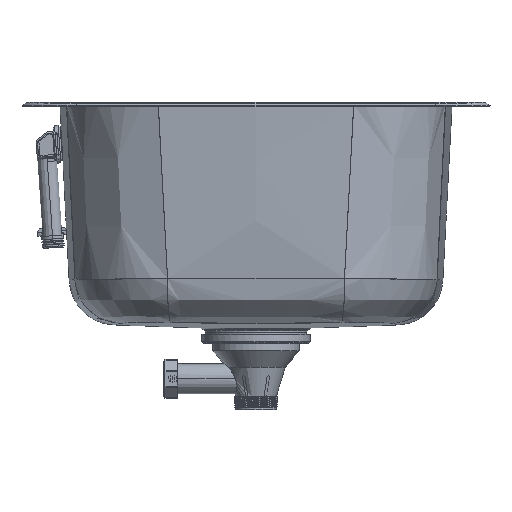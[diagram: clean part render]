
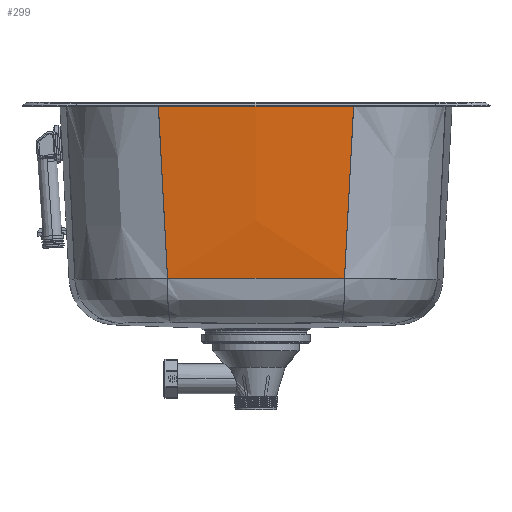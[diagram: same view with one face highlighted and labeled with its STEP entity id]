
A CAD part, left-side view. The second image highlights one B-rep face of the part: STEP entity #299.
In plain terms, the highlighted free-form (B-spline) face has degree [3, 3] with [5, 4] control points.
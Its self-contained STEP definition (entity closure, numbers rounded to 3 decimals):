
#299=ADVANCED_FACE('',(#2518),#33764,.T.);
#2518=FACE_OUTER_BOUND('',#4638,.T.);
#4638=EDGE_LOOP('',(#7109,#7110,#7111,#7112));
#7109=ORIENTED_EDGE('',*,*,#18299,.T.);
#7110=ORIENTED_EDGE('',*,*,#18292,.F.);
#7111=ORIENTED_EDGE('',*,*,#18286,.F.);
#7112=ORIENTED_EDGE('',*,*,#18294,.T.);
#18286=EDGE_CURVE('',#29597,#29598,#26027,.T.);
#18292=EDGE_CURVE('',#29598,#29599,#26031,.T.);
#18294=EDGE_CURVE('',#29597,#29600,#23866,.T.);
#18299=EDGE_CURVE('',#29600,#29599,#26034,.T.);
#23866=(
BOUNDED_CURVE()
B_SPLINE_CURVE(3,(#49541,#49542,#49543,#49544,#49545,#49546,#49547,#49548,
#49549,#49550,#49551,#49552,#49553,#49554,#49555,#49556,#49557,#49558,#49559,
#49560,#49561,#49562,#49563,#49564,#49565),.UNSPECIFIED.,.F.,.F.)
B_SPLINE_CURVE_WITH_KNOTS((4,3,3,3,3,3,3,3,4),(-212.885,-183.942,
-155.785,-129.044,-103.591,-78.03,
-52.499,-26.968,0.),.UNSPECIFIED.)
CURVE()
GEOMETRIC_REPRESENTATION_ITEM()
RATIONAL_B_SPLINE_CURVE((1.,1.05,1.103,1.159,
1.159,1.159,1.159,1.159,1.159,
1.159,1.159,1.159,1.159,1.159,
1.159,1.159,1.159,1.159,1.159,
1.159,1.159,1.159,1.103,1.05,
1.))
REPRESENTATION_ITEM('')
);
#26027=B_SPLINE_CURVE_WITH_KNOTS('',3,(#49428,#49429,#49430,#49431),
 .UNSPECIFIED.,.F.,.F.,(4,4),(0.,189.2),.UNSPECIFIED.);
#26031=B_SPLINE_CURVE_WITH_KNOTS('',3,(#49520,#49521,#49522,#49523,#49524,
#49525,#49526,#49527,#49528,#49529,#49530,#49531,#49532,#49533,#49534,#49535,
#49536,#49537),.UNSPECIFIED.,.F.,.F.,(4,2,2,2,2,2,2,2,4),(0.,48.185,
72.277,96.37,144.555,150.578,156.601,
168.647,192.74),.UNSPECIFIED.);
#26034=B_SPLINE_CURVE_WITH_KNOTS('',3,(#49676,#49677,#49678,#49679),
 .UNSPECIFIED.,.F.,.F.,(4,4),(-189.2,0.),.UNSPECIFIED.);
#29597=VERTEX_POINT('',#47354);
#29598=VERTEX_POINT('',#47355);
#29599=VERTEX_POINT('',#47356);
#29600=VERTEX_POINT('',#47357);
#33764=B_SPLINE_SURFACE_WITH_KNOTS('',3,3,((#44901,#44902,#44903,#44904),
(#44905,#44906,#44907,#44908),(#44909,#44910,#44911,#44912),(#44913,#44914,
#44915,#44916),(#44917,#44918,#44919,#44920)),.UNSPECIFIED.,.F.,.F.,.F.,
(4,1,4),(4,4),(0.,110.801,221.603),(0.,197.129),
 .UNSPECIFIED.);
#44901=CARTESIAN_POINT('',(1741.965,14.324,125.85));
#44902=CARTESIAN_POINT('',(1745.388,14.661,60.231));
#44903=CARTESIAN_POINT('',(1748.811,14.997,-5.388));
#44904=CARTESIAN_POINT('',(1752.234,15.334,-71.008));
#44905=CARTESIAN_POINT('',(1738.355,51.051,125.85));
#44906=CARTESIAN_POINT('',(1741.789,51.276,60.231));
#44907=CARTESIAN_POINT('',(1745.224,51.501,-5.388));
#44908=CARTESIAN_POINT('',(1748.658,51.726,-71.008));
#44909=CARTESIAN_POINT('',(1734.737,124.86,125.85));
#44910=CARTESIAN_POINT('',(1738.18,124.86,60.231));
#44911=CARTESIAN_POINT('',(1741.624,124.86,-5.388));
#44912=CARTESIAN_POINT('',(1745.068,124.86,-71.008));
#44913=CARTESIAN_POINT('',(1738.355,198.668,125.85));
#44914=CARTESIAN_POINT('',(1741.789,198.444,60.231));
#44915=CARTESIAN_POINT('',(1745.224,198.219,-5.388));
#44916=CARTESIAN_POINT('',(1748.658,197.994,-71.008));
#44917=CARTESIAN_POINT('',(1741.965,235.396,125.85));
#44918=CARTESIAN_POINT('',(1745.388,235.059,60.231));
#44919=CARTESIAN_POINT('',(1748.811,234.723,-5.388));
#44920=CARTESIAN_POINT('',(1752.234,234.386,-71.008));
#47354=CARTESIAN_POINT('',(1741.754,18.581,122.065));
#47355=CARTESIAN_POINT('',(1750.78,28.614,-66.653));
#47356=CARTESIAN_POINT('',(1750.78,221.106,-66.653));
#47357=CARTESIAN_POINT('',(1741.754,231.138,122.065));
#49428=CARTESIAN_POINT('',(1741.754,18.581,122.065));
#49429=CARTESIAN_POINT('',(1744.77,21.937,58.763));
#49430=CARTESIAN_POINT('',(1747.778,25.281,-4.143));
#49431=CARTESIAN_POINT('',(1750.78,28.614,-66.653));
#49520=CARTESIAN_POINT('',(1750.78,28.614,-66.653));
#49521=CARTESIAN_POINT('',(1749.338,45.444,-66.845));
#49522=CARTESIAN_POINT('',(1748.315,61.83,-66.988));
#49523=CARTESIAN_POINT('',(1747.316,85.714,-67.129));
#49524=CARTESIAN_POINT('',(1747.066,93.747,-67.165));
#49525=CARTESIAN_POINT('',(1746.739,109.639,-67.211));
#49526=CARTESIAN_POINT('',(1746.661,117.55,-67.223));
#49527=CARTESIAN_POINT('',(1746.672,141.174,-67.221));
#49528=CARTESIAN_POINT('',(1747.01,157.035,-67.172));
#49529=CARTESIAN_POINT('',(1747.781,175.06,-67.064));
#49530=CARTESIAN_POINT('',(1747.867,176.958,-67.051));
#49531=CARTESIAN_POINT('',(1748.056,180.88,-67.025));
#49532=CARTESIAN_POINT('',(1748.155,182.847,-67.011));
#49533=CARTESIAN_POINT('',(1748.471,188.772,-66.967));
#49534=CARTESIAN_POINT('',(1748.703,192.749,-66.935));
#49535=CARTESIAN_POINT('',(1749.471,204.762,-66.829));
#49536=CARTESIAN_POINT('',(1750.075,212.88,-66.747));
#49537=CARTESIAN_POINT('',(1750.78,221.106,-66.653));
#49541=CARTESIAN_POINT('',(1741.754,18.581,122.065));
#49542=CARTESIAN_POINT('',(1740.846,28.185,122.065));
#49543=CARTESIAN_POINT('',(1740.062,37.802,122.065));
#49544=CARTESIAN_POINT('',(1739.401,47.426,122.065));
#49545=CARTESIAN_POINT('',(1738.758,56.789,122.065));
#49546=CARTESIAN_POINT('',(1738.231,66.16,122.065));
#49547=CARTESIAN_POINT('',(1737.821,75.537,122.065));
#49548=CARTESIAN_POINT('',(1737.432,84.441,122.065));
#49549=CARTESIAN_POINT('',(1737.149,93.35,122.065));
#49550=CARTESIAN_POINT('',(1736.97,102.261,122.065));
#49551=CARTESIAN_POINT('',(1736.801,110.744,122.065));
#49552=CARTESIAN_POINT('',(1736.727,119.228,122.065));
#49553=CARTESIAN_POINT('',(1736.748,127.711,122.065));
#49554=CARTESIAN_POINT('',(1736.769,136.231,122.065));
#49555=CARTESIAN_POINT('',(1736.887,144.751,122.065));
#49556=CARTESIAN_POINT('',(1737.102,153.268,122.065));
#49557=CARTESIAN_POINT('',(1737.315,161.775,122.065));
#49558=CARTESIAN_POINT('',(1737.626,170.279,122.065));
#49559=CARTESIAN_POINT('',(1738.032,178.78,122.065));
#49560=CARTESIAN_POINT('',(1738.438,187.28,122.065));
#49561=CARTESIAN_POINT('',(1738.94,195.775,122.065));
#49562=CARTESIAN_POINT('',(1739.538,204.264,122.065));
#49563=CARTESIAN_POINT('',(1740.17,213.23,122.065));
#49564=CARTESIAN_POINT('',(1740.908,222.19,122.065));
#49565=CARTESIAN_POINT('',(1741.754,231.138,122.065));
#49676=CARTESIAN_POINT('',(1741.754,231.138,122.065));
#49677=CARTESIAN_POINT('',(1744.771,227.781,58.735));
#49678=CARTESIAN_POINT('',(1747.78,224.437,-4.171));
#49679=CARTESIAN_POINT('',(1750.78,221.106,-66.653));
